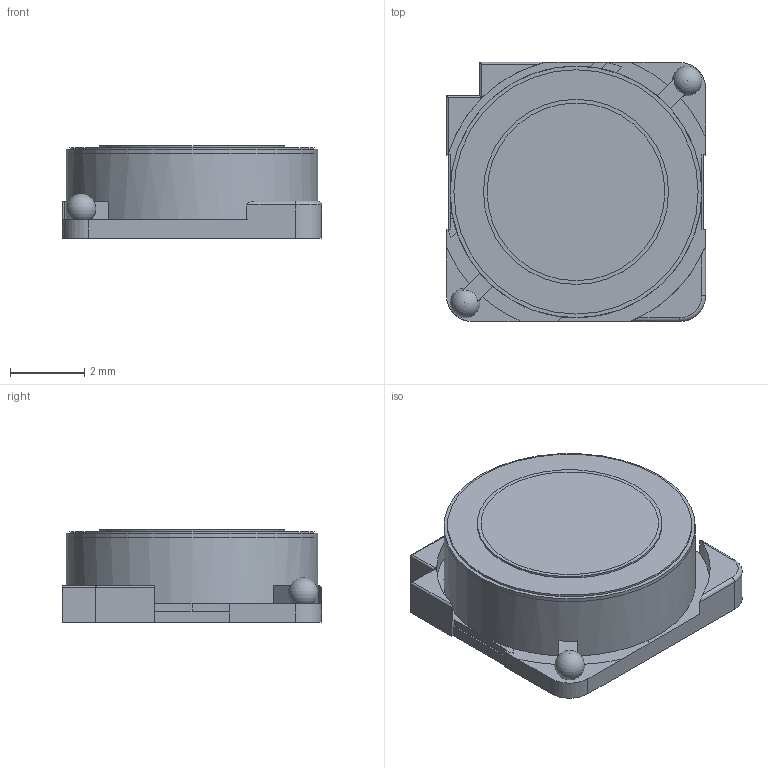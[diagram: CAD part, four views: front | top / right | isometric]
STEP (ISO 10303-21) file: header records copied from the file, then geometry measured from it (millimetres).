
FILE_DESCRIPTION(('FreeCAD Model'),'2;1');
FILE_NAME('Sfär_fd_sp.step','2018-10-18T19:27:49',('kicad StepUp'),('ksu MCAD'), 'Open CASCADE STEP processor 7.1','FreeCAD','Unknown');
FILE_SCHEMA(('AUTOMOTIVE_DESIGN { 1 0 10303 214 1 1 1 1 }'));
Length unit declared in the file: millimetre
Products named in the file (1): Sf酺_fd_sp
Bounding box: 7 x 7 x 2.5 mm (x, y, z)
Volume: 97.6 mm3; surface area: 162 mm2
Topology: 1 solids, 1 shells, 79 faces, 211 edges, 136 vertices
Faces by surface type: plane 61, cylinder 15, sphere 2, torus 1
Full cylindrical faces by diameter (mm): 5 x1, 6.6 x1, 6.8 x2
Entity records: 3066 total; most frequent: CARTESIAN_POINT 481, DIRECTION 431, ORIENTED_EDGE 418, EDGE_CURVE 209, AXIS2_PLACEMENT_3D 146, LINE 139, VECTOR 139, VERTEX_POINT 136
